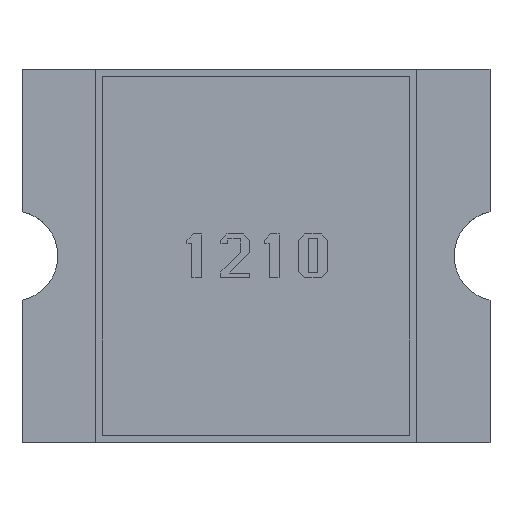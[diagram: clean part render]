
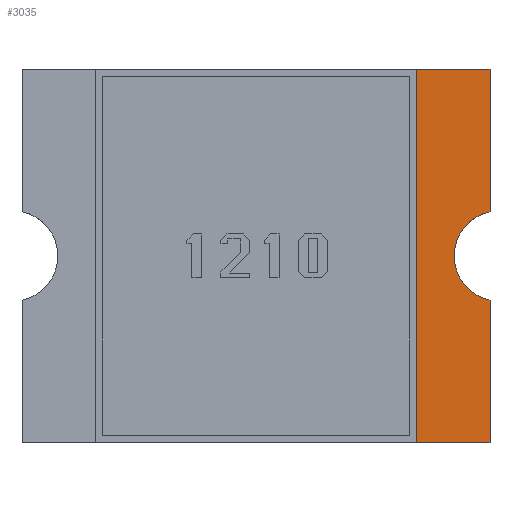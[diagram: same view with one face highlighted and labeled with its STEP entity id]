
A CAD part, top view. The second image highlights one B-rep face of the part: STEP entity #3035.
In plain terms, the highlighted planar face has unit normal (0, 0, 1).
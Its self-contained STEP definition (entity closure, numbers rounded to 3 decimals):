
#49=CIRCLE('',#3211,0.309);
#175=FACE_OUTER_BOUND('',#329,.T.);
#329=EDGE_LOOP('',(#2401,#2402,#2403,#2404,#2405,#2406));
#687=LINE('',#4734,#1074);
#688=LINE('',#4736,#1075);
#689=LINE('',#4738,#1076);
#690=LINE('',#4740,#1077);
#691=LINE('',#4741,#1078);
#1074=VECTOR('',#3857,0.973);
#1075=VECTOR('',#3858,0.5);
#1076=VECTOR('',#3859,2.55);
#1077=VECTOR('',#3860,0.5);
#1078=VECTOR('',#3861,0.973);
#1381=VERTEX_POINT('',#4657);
#1382=VERTEX_POINT('',#4659);
#1408=VERTEX_POINT('',#4733);
#1409=VERTEX_POINT('',#4735);
#1410=VERTEX_POINT('',#4737);
#1411=VERTEX_POINT('',#4739);
#1742=EDGE_CURVE('',#1381,#1382,#49,.T.);
#1779=EDGE_CURVE('',#1408,#1381,#687,.T.);
#1780=EDGE_CURVE('',#1408,#1409,#688,.T.);
#1781=EDGE_CURVE('',#1409,#1410,#689,.T.);
#1782=EDGE_CURVE('',#1410,#1411,#690,.T.);
#1783=EDGE_CURVE('',#1411,#1382,#691,.T.);
#2401=ORIENTED_EDGE('',*,*,#1779,.F.);
#2402=ORIENTED_EDGE('',*,*,#1780,.T.);
#2403=ORIENTED_EDGE('',*,*,#1781,.T.);
#2404=ORIENTED_EDGE('',*,*,#1782,.T.);
#2405=ORIENTED_EDGE('',*,*,#1783,.T.);
#2406=ORIENTED_EDGE('',*,*,#1742,.F.);
#2786=PLANE('',#3222);
#3035=ADVANCED_FACE('',(#175),#2786,.T.);
#3211=AXIS2_PLACEMENT_3D('',#4660,#3797,#3798);
#3222=AXIS2_PLACEMENT_3D('',#4732,#3855,#3856);
#3797=DIRECTION('center_axis',(0.,0.,
1.));
#3798=DIRECTION('ref_axis',(0.206,-0.978,0.));
#3855=DIRECTION('center_axis',(0.,0.,
1.));
#3856=DIRECTION('ref_axis',(1.,0.,0.));
#3857=DIRECTION('',(0.,-1.,0.));
#3858=DIRECTION('',(-1.,0.,0.));
#3859=DIRECTION('',(0.,-1.,0.));
#3860=DIRECTION('',(1.,0.,0.));
#3861=DIRECTION('',(0.,1.,0.));
#4657=CARTESIAN_POINT('',(1.6,0.302,0.58));
#4659=CARTESIAN_POINT('',(1.6,-0.302,0.58));
#4660=CARTESIAN_POINT('Origin',(1.664,0.,0.58));
#4732=CARTESIAN_POINT('Origin',(1.334,0.,0.58));
#4733=CARTESIAN_POINT('',(1.6,1.275,0.58));
#4734=CARTESIAN_POINT('',(1.6,0.156,0.58));
#4735=CARTESIAN_POINT('',(1.1,1.275,0.58));
#4736=CARTESIAN_POINT('',(1.1,1.275,0.58));
#4737=CARTESIAN_POINT('',(1.1,-1.275,0.58));
#4738=CARTESIAN_POINT('',(1.1,-1.275,0.58));
#4739=CARTESIAN_POINT('',(1.6,-1.275,0.58));
#4740=CARTESIAN_POINT('',(1.6,-1.275,0.58));
#4741=CARTESIAN_POINT('',(1.6,-0.312,0.58));
